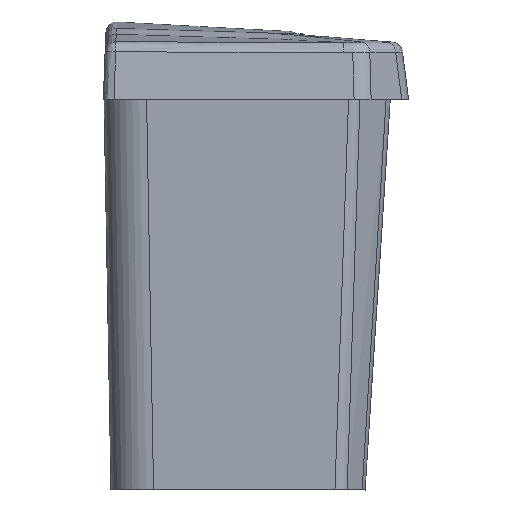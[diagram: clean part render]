
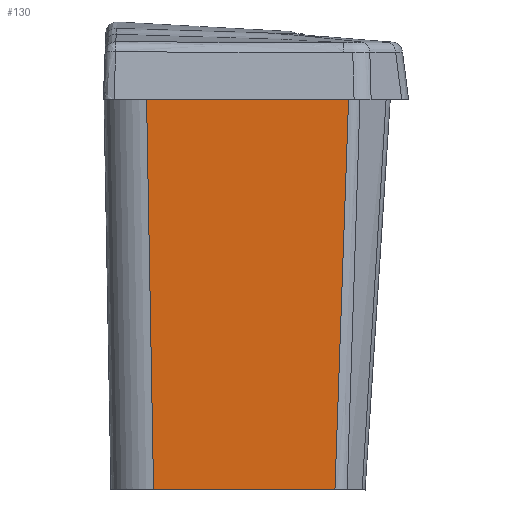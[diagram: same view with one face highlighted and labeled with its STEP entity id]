
A CAD part, left-side view. The second image highlights one B-rep face of the part: STEP entity #130.
In plain terms, the highlighted planar face has unit normal (-1, 0, -0.024).
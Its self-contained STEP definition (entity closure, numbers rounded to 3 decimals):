
#130=ADVANCED_FACE('',(#266),#2231,.T.);
#266=FACE_OUTER_BOUND('',#404,.T.);
#404=EDGE_LOOP('',(#934,#935,#936,#937));
#934=ORIENTED_EDGE('',*,*,#1480,.T.);
#935=ORIENTED_EDGE('',*,*,#1492,.T.);
#936=ORIENTED_EDGE('',*,*,#1490,.F.);
#937=ORIENTED_EDGE('',*,*,#1491,.T.);
#1480=EDGE_CURVE('',#2147,#2146,#1916,.T.);
#1490=EDGE_CURVE('',#2151,#2150,#1920,.T.);
#1491=EDGE_CURVE('',#2151,#2147,#1730,.T.);
#1492=EDGE_CURVE('',#2146,#2150,#1731,.T.);
#1730=B_SPLINE_CURVE_WITH_KNOTS('',1,(#11145,#11146),.UNSPECIFIED.,.F.,
 .F.,(2,2),(34.992,162.729),.UNSPECIFIED.);
#1731=B_SPLINE_CURVE_WITH_KNOTS('',1,(#11147,#11148),.UNSPECIFIED.,.F.,
 .F.,(2,2),(-172.484,-29.993),.UNSPECIFIED.);
#1916=(
BOUNDED_CURVE()
B_SPLINE_CURVE(3,(#11044,#11045,#11046,#11047,#11048,#11049,#11050,#11051,
#11052),.UNSPECIFIED.,.F.,.F.)
B_SPLINE_CURVE_WITH_KNOTS((4,3,1,1,4),(-0.185,0.003,
72.247,144.494,280.067),.UNSPECIFIED.)
CURVE()
GEOMETRIC_REPRESENTATION_ITEM()
RATIONAL_B_SPLINE_CURVE((1.,1.,1.,1.,1.,1.,1.,1.,1.))
REPRESENTATION_ITEM('')
);
#1920=(
BOUNDED_CURVE()
B_SPLINE_CURVE(1,(#11143,#11144),.UNSPECIFIED.,.F.,.F.)
B_SPLINE_CURVE_WITH_KNOTS((2,2),(-0.535,279.592),
 .UNSPECIFIED.)
CURVE()
GEOMETRIC_REPRESENTATION_ITEM()
RATIONAL_B_SPLINE_CURVE((1.,1.))
REPRESENTATION_ITEM('')
);
#2146=VERTEX_POINT('',#9808);
#2147=VERTEX_POINT('',#9809);
#2150=VERTEX_POINT('',#9812);
#2151=VERTEX_POINT('',#9813);
#2231=PLANE('',#2362);
#2362=AXIS2_PLACEMENT_3D('',#9282,#2399,$);
#2399=DIRECTION('',(-1.,0.,-0.024));
#9282=CARTESIAN_POINT('',(-214.311,0.001,280.));
#9808=CARTESIAN_POINT('',(-214.311,-172.483,280.));
#9809=CARTESIAN_POINT('',(-207.5,-162.727,0.));
#9812=CARTESIAN_POINT('',(-214.311,-29.992,280.));
#9813=CARTESIAN_POINT('',(-207.5,-34.99,0.));
#11044=CARTESIAN_POINT('',(-207.5,-162.727,0.));
#11045=CARTESIAN_POINT('',(-207.502,-162.73,0.063));
#11046=CARTESIAN_POINT('',(-207.503,-162.732,0.125));
#11047=CARTESIAN_POINT('',(-207.505,-162.734,0.188));
#11048=CARTESIAN_POINT('',(-208.09,-163.594,24.247));
#11049=CARTESIAN_POINT('',(-209.26,-165.299,72.366));
#11050=CARTESIAN_POINT('',(-211.529,-168.558,165.637));
#11051=CARTESIAN_POINT('',(-213.213,-170.939,234.849));
#11052=CARTESIAN_POINT('',(-214.311,-172.483,280.));
#11143=CARTESIAN_POINT('',(-207.5,-34.99,0.));
#11144=CARTESIAN_POINT('',(-214.311,-29.992,280.));
#11145=CARTESIAN_POINT('',(-207.5,-34.99,0.));
#11146=CARTESIAN_POINT('',(-207.5,-162.727,0.));
#11147=CARTESIAN_POINT('',(-214.311,-172.483,280.));
#11148=CARTESIAN_POINT('',(-214.311,-29.992,280.));
